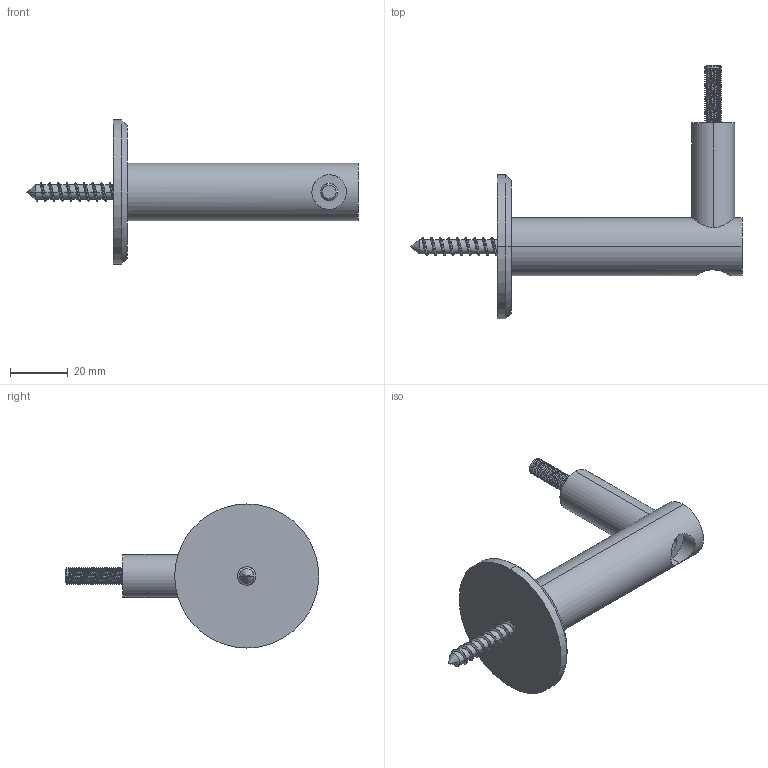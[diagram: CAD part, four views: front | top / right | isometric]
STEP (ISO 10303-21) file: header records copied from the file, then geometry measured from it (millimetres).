
FILE_DESCRIPTION (( 'STEP AP203' ), '1' );
FILE_NAME ('3D_GW2502_188670110.STEP', '2024-09-26T08:44:21', ( '' ), ( '' ), 'SwSTEP 2.0', 'SolidWorks 2024', '' );
FILE_SCHEMA (( 'CONFIG_CONTROL_DESIGN' ));
Length unit declared in the file: millimetre
Products named in the file (1): 3D_GW2502_188670110
Bounding box: 115.22 x 88 x 50 mm (x, y, z)
Volume: 41272.4 mm3; surface area: 16293.9 mm2
Topology: 4 solids, 4 shells, 157 faces, 425 edges, 277 vertices
Faces by surface type: cylinder 125, plane 16, cone 10, bspline 6
Entity records: 12928 total; most frequent: CARTESIAN_POINT 9535, ORIENTED_EDGE 846, DIRECTION 557, EDGE_CURVE 423, VERTEX_POINT 277, AXIS2_PLACEMENT_3D 203, EDGE_LOOP 166, ADVANCED_FACE 157
